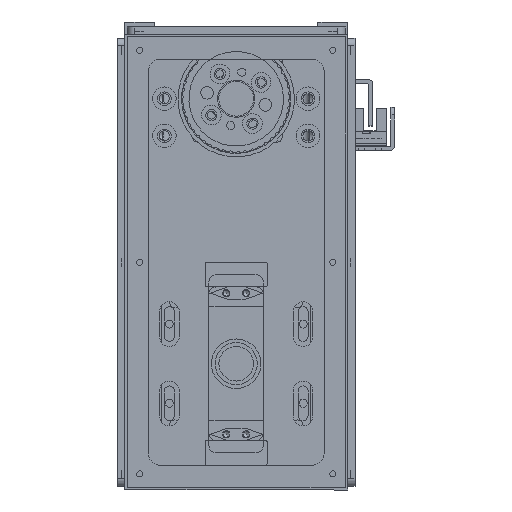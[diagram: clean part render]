
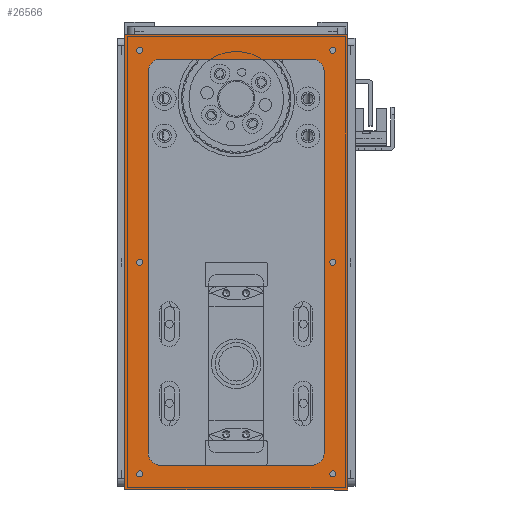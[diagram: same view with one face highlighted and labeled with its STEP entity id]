
A CAD part, left-side view. The second image highlights one B-rep face of the part: STEP entity #26566.
In plain terms, the highlighted face is planar.
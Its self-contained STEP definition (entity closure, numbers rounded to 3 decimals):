
#985=FACE_BOUND('',#5352,.T.);
#986=FACE_BOUND('',#5353,.T.);
#987=FACE_BOUND('',#5354,.T.);
#988=FACE_BOUND('',#5355,.T.);
#989=FACE_BOUND('',#5356,.T.);
#990=FACE_BOUND('',#5357,.T.);
#991=FACE_BOUND('',#5358,.T.);
#1579=PLANE('',#29496);
#3502=FACE_OUTER_BOUND('',#5351,.T.);
#5351=EDGE_LOOP('',(#23444,#23445,#23446,#23447));
#5352=EDGE_LOOP('',(#23448));
#5353=EDGE_LOOP('',(#23449));
#5354=EDGE_LOOP('',(#23450));
#5355=EDGE_LOOP('',(#23451));
#5356=EDGE_LOOP('',(#23452));
#5357=EDGE_LOOP('',(#23453));
#5358=EDGE_LOOP('',(#23454,#23455,#23456,#23457,#23458,#23459,#23460,#23461));
#7378=LINE('',#44912,#9457);
#7384=LINE('',#44927,#9463);
#7388=LINE('',#44939,#9467);
#7391=LINE('',#44948,#9470);
#7468=LINE('',#45217,#9547);
#7472=LINE('',#45225,#9551);
#7475=LINE('',#45231,#9554);
#7478=LINE('',#45236,#9557);
#9457=VECTOR('',#36101,10.);
#9463=VECTOR('',#36115,10.);
#9467=VECTOR('',#36127,10.);
#9470=VECTOR('',#36138,10.);
#9547=VECTOR('',#36419,10.);
#9551=VECTOR('',#36425,10.);
#9554=VECTOR('',#36430,10.);
#9557=VECTOR('',#36435,10.);
#10963=CIRCLE('',#29375,5.);
#10965=CIRCLE('',#29379,5.);
#10967=CIRCLE('',#29383,5.);
#10969=CIRCLE('',#29387,5.);
#10983=CIRCLE('',#29409,1.23);
#10985=CIRCLE('',#29412,1.23);
#10987=CIRCLE('',#29415,1.23);
#10989=CIRCLE('',#29418,1.23);
#10991=CIRCLE('',#29421,1.23);
#10993=CIRCLE('',#29424,1.23);
#13337=VERTEX_POINT('',#44902);
#13338=VERTEX_POINT('',#44903);
#13341=VERTEX_POINT('',#44911);
#13343=VERTEX_POINT('',#44917);
#13344=VERTEX_POINT('',#44918);
#13347=VERTEX_POINT('',#44929);
#13348=VERTEX_POINT('',#44930);
#13351=VERTEX_POINT('',#44941);
#13365=VERTEX_POINT('',#44986);
#13367=VERTEX_POINT('',#44992);
#13369=VERTEX_POINT('',#44998);
#13371=VERTEX_POINT('',#45004);
#13373=VERTEX_POINT('',#45010);
#13375=VERTEX_POINT('',#45016);
#13441=VERTEX_POINT('',#45215);
#13442=VERTEX_POINT('',#45216);
#13445=VERTEX_POINT('',#45224);
#13447=VERTEX_POINT('',#45230);
#16724=EDGE_CURVE('',#13337,#13338,#10963,.T.);
#16728=EDGE_CURVE('',#13341,#13338,#7378,.T.);
#16731=EDGE_CURVE('',#13343,#13344,#10965,.T.);
#16736=EDGE_CURVE('',#13337,#13344,#7384,.T.);
#16737=EDGE_CURVE('',#13347,#13348,#10967,.T.);
#16742=EDGE_CURVE('',#13343,#13348,#7388,.T.);
#16743=EDGE_CURVE('',#13341,#13351,#10969,.T.);
#16747=EDGE_CURVE('',#13347,#13351,#7391,.T.);
#16766=EDGE_CURVE('',#13365,#13365,#10983,.T.);
#16769=EDGE_CURVE('',#13367,#13367,#10985,.T.);
#16772=EDGE_CURVE('',#13369,#13369,#10987,.T.);
#16775=EDGE_CURVE('',#13371,#13371,#10989,.T.);
#16778=EDGE_CURVE('',#13373,#13373,#10991,.T.);
#16781=EDGE_CURVE('',#13375,#13375,#10993,.T.);
#16880=EDGE_CURVE('',#13441,#13442,#7468,.T.);
#16884=EDGE_CURVE('',#13445,#13441,#7472,.T.);
#16887=EDGE_CURVE('',#13447,#13445,#7475,.T.);
#16890=EDGE_CURVE('',#13442,#13447,#7478,.T.);
#23444=ORIENTED_EDGE('',*,*,#16890,.F.);
#23445=ORIENTED_EDGE('',*,*,#16880,.F.);
#23446=ORIENTED_EDGE('',*,*,#16884,.F.);
#23447=ORIENTED_EDGE('',*,*,#16887,.F.);
#23448=ORIENTED_EDGE('',*,*,#16766,.T.);
#23449=ORIENTED_EDGE('',*,*,#16769,.T.);
#23450=ORIENTED_EDGE('',*,*,#16772,.T.);
#23451=ORIENTED_EDGE('',*,*,#16775,.T.);
#23452=ORIENTED_EDGE('',*,*,#16778,.T.);
#23453=ORIENTED_EDGE('',*,*,#16781,.T.);
#23454=ORIENTED_EDGE('',*,*,#16728,.T.);
#23455=ORIENTED_EDGE('',*,*,#16724,.F.);
#23456=ORIENTED_EDGE('',*,*,#16736,.T.);
#23457=ORIENTED_EDGE('',*,*,#16731,.F.);
#23458=ORIENTED_EDGE('',*,*,#16742,.T.);
#23459=ORIENTED_EDGE('',*,*,#16737,.F.);
#23460=ORIENTED_EDGE('',*,*,#16747,.T.);
#23461=ORIENTED_EDGE('',*,*,#16743,.F.);
#26566=ADVANCED_FACE('',(#3502,#985,#986,#987,#988,#989,#990,#991),#1579,
 .T.);
#29375=AXIS2_PLACEMENT_3D('',#44904,#36093,#36094);
#29379=AXIS2_PLACEMENT_3D('',#44919,#36106,#36107);
#29383=AXIS2_PLACEMENT_3D('',#44931,#36118,#36119);
#29387=AXIS2_PLACEMENT_3D('',#44942,#36130,#36131);
#29409=AXIS2_PLACEMENT_3D('',#44987,#36183,#36184);
#29412=AXIS2_PLACEMENT_3D('',#44993,#36190,#36191);
#29415=AXIS2_PLACEMENT_3D('',#44999,#36197,#36198);
#29418=AXIS2_PLACEMENT_3D('',#45005,#36204,#36205);
#29421=AXIS2_PLACEMENT_3D('',#45011,#36211,#36212);
#29424=AXIS2_PLACEMENT_3D('',#45017,#36218,#36219);
#29496=AXIS2_PLACEMENT_3D('',#45239,#36439,#36440);
#36093=DIRECTION('center_axis',(0.,0.,1.));
#36094=DIRECTION('ref_axis',(0.707,0.707,0.));
#36101=DIRECTION('',(1.,0.,0.));
#36106=DIRECTION('center_axis',(0.,0.,1.));
#36107=DIRECTION('ref_axis',(0.707,-0.707,0.));
#36115=DIRECTION('',(0.,-1.,0.));
#36118=DIRECTION('center_axis',(0.,0.,1.));
#36119=DIRECTION('ref_axis',(-0.707,-0.707,0.));
#36127=DIRECTION('',(-1.,0.,0.));
#36130=DIRECTION('center_axis',(0.,0.,1.));
#36131=DIRECTION('ref_axis',(-0.707,0.707,0.));
#36138=DIRECTION('',(0.,1.,0.));
#36183=DIRECTION('center_axis',(0.,0.,-1.));
#36184=DIRECTION('ref_axis',(1.,0.,0.));
#36190=DIRECTION('center_axis',(0.,0.,-1.));
#36191=DIRECTION('ref_axis',(1.,0.,0.));
#36197=DIRECTION('center_axis',(0.,0.,-1.));
#36198=DIRECTION('ref_axis',(1.,0.,0.));
#36204=DIRECTION('center_axis',(0.,0.,-1.));
#36205=DIRECTION('ref_axis',(1.,0.,0.));
#36211=DIRECTION('center_axis',(0.,0.,-1.));
#36212=DIRECTION('ref_axis',(1.,0.,0.));
#36218=DIRECTION('center_axis',(0.,0.,-1.));
#36219=DIRECTION('ref_axis',(1.,0.,0.));
#36419=DIRECTION('',(0.,1.,0.));
#36425=DIRECTION('',(-1.,0.,0.));
#36430=DIRECTION('',(0.,-1.,0.));
#36435=DIRECTION('',(1.,0.,0.));
#36439=DIRECTION('center_axis',(0.,0.,1.));
#36440=DIRECTION('ref_axis',(1.,0.,0.));
#44902=CARTESIAN_POINT('',(82.,30.5,0.));
#44903=CARTESIAN_POINT('',(77.,35.5,0.));
#44904=CARTESIAN_POINT('Origin',(77.,30.5,0.));
#44911=CARTESIAN_POINT('',(-77.,35.5,0.));
#44912=CARTESIAN_POINT('',(-41.,35.5,0.));
#44917=CARTESIAN_POINT('',(77.,-35.5,0.));
#44918=CARTESIAN_POINT('',(82.,-30.5,0.));
#44919=CARTESIAN_POINT('Origin',(77.,-30.5,0.));
#44927=CARTESIAN_POINT('',(82.,17.75,0.));
#44929=CARTESIAN_POINT('',(-82.,-30.5,0.));
#44930=CARTESIAN_POINT('',(-77.,-35.5,0.));
#44931=CARTESIAN_POINT('Origin',(-77.,-30.5,0.));
#44939=CARTESIAN_POINT('',(41.,-35.5,0.));
#44941=CARTESIAN_POINT('',(-82.,30.5,0.));
#44942=CARTESIAN_POINT('Origin',(-77.,30.5,0.));
#44948=CARTESIAN_POINT('',(-82.,-17.75,0.));
#44986=CARTESIAN_POINT('',(84.271,39.,0.));
#44987=CARTESIAN_POINT('Origin',(85.5,39.,0.));
#44992=CARTESIAN_POINT('',(-1.23,-39.,0.));
#44993=CARTESIAN_POINT('Origin',(0.,-39.,0.));
#44998=CARTESIAN_POINT('',(-86.73,39.,0.));
#44999=CARTESIAN_POINT('Origin',(-85.5,39.,0.));
#45004=CARTESIAN_POINT('',(-86.73,-39.,0.));
#45005=CARTESIAN_POINT('Origin',(-85.5,-39.,0.));
#45010=CARTESIAN_POINT('',(84.271,-39.,0.));
#45011=CARTESIAN_POINT('Origin',(85.5,-39.,0.));
#45016=CARTESIAN_POINT('',(-1.23,39.,0.));
#45017=CARTESIAN_POINT('Origin',(0.,39.,0.));
#45215=CARTESIAN_POINT('',(-92.,-45.,0.));
#45216=CARTESIAN_POINT('',(-92.,45.,0.));
#45217=CARTESIAN_POINT('',(-92.,-45.,0.));
#45224=CARTESIAN_POINT('',(92.,-45.,0.));
#45225=CARTESIAN_POINT('',(92.,-45.,0.));
#45230=CARTESIAN_POINT('',(92.,45.,0.));
#45231=CARTESIAN_POINT('',(92.,45.,0.));
#45236=CARTESIAN_POINT('',(-92.,45.,0.));
#45239=CARTESIAN_POINT('Origin',(0.,0.,
0.));
